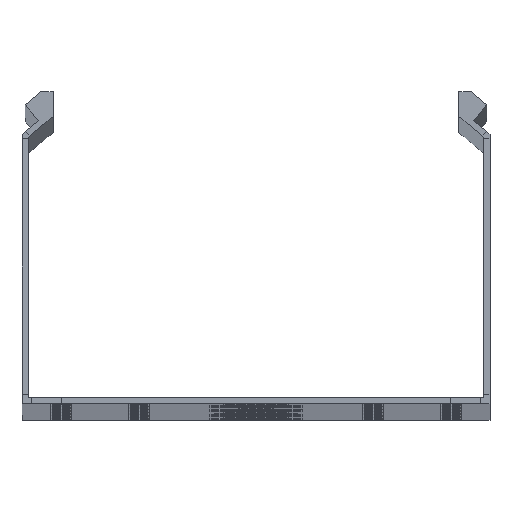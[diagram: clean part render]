
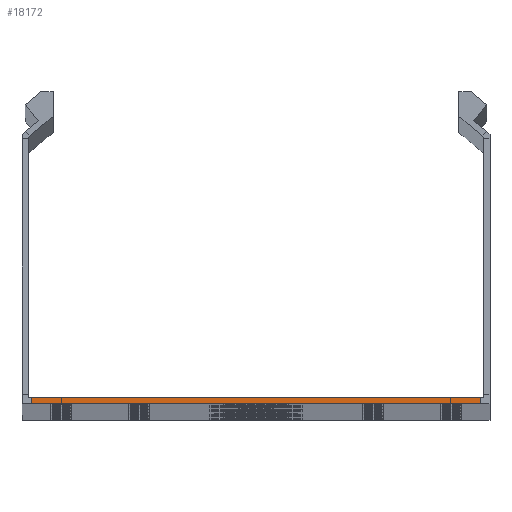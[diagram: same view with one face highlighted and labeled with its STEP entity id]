
A CAD part, top view. The second image highlights one B-rep face of the part: STEP entity #18172.
In plain terms, the highlighted planar face has unit normal (0, 0, 1).
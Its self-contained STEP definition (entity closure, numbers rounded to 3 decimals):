
#2352 = ORIENTED_EDGE ( 'NONE', *, *, #19140, .T. ) ;
#7759 = VECTOR ( 'NONE', #76505, 1000. ) ;
#9596 = DIRECTION ( 'NONE',  ( -1., 0., 0. ) ) ;
#14883 = VERTEX_POINT ( 'NONE', #17345 ) ;
#15006 = CARTESIAN_POINT ( 'NONE',  ( 73., 3., 1500. ) ) ;
#16217 = CARTESIAN_POINT ( 'NONE',  ( -75., 2., 1500. ) ) ;
#17345 = CARTESIAN_POINT ( 'NONE',  ( -72., 2., 1500. ) ) ;
#18172 = ADVANCED_FACE ( 'NONE', ( #46852 ), #76221, .T. ) ;
#19140 = EDGE_CURVE ( 'NONE', #28498, #14883, #75747, .T. ) ;
#20734 = VECTOR ( 'NONE', #9596, 1000. ) ;
#22253 = DIRECTION ( 'NONE',  ( 1., 0., 0. ) ) ;
#25586 = LINE ( 'NONE', #84311, #85961 ) ;
#28498 = VERTEX_POINT ( 'NONE', #47754 ) ;
#30862 = CARTESIAN_POINT ( 'NONE',  ( 72., 0., 1500. ) ) ;
#30920 = ORIENTED_EDGE ( 'NONE', *, *, #32078, .T. ) ;
#31106 = EDGE_LOOP ( 'NONE', ( #70933, #73168, #2352, #30920 ) ) ;
#32078 = EDGE_CURVE ( 'NONE', #14883, #50786, #40890, .T. ) ;
#32951 = EDGE_CURVE ( 'NONE', #87966, #50786, #25586, .T. ) ;
#35611 = CARTESIAN_POINT ( 'NONE',  ( -72., 0., 1500. ) ) ;
#40890 = LINE ( 'NONE', #79067, #87247 ) ;
#41349 = AXIS2_PLACEMENT_3D ( 'NONE', #15006, #76517, #22253 ) ;
#43348 = DIRECTION ( 'NONE',  ( -1., 0., 0. ) ) ;
#46852 = FACE_OUTER_BOUND ( 'NONE', #31106, .T. ) ;
#47754 = CARTESIAN_POINT ( 'NONE',  ( 72., 2., 1500. ) ) ;
#50786 = VERTEX_POINT ( 'NONE', #35611 ) ;
#55745 = CARTESIAN_POINT ( 'NONE',  ( 72., 0., 1500. ) ) ;
#58033 = EDGE_CURVE ( 'NONE', #87966, #28498, #75728, .T. ) ;
#70933 = ORIENTED_EDGE ( 'NONE', *, *, #32951, .F. ) ;
#72992 = DIRECTION ( 'NONE',  ( 0., -1., 0. ) ) ;
#73168 = ORIENTED_EDGE ( 'NONE', *, *, #58033, .T. ) ;
#75728 = LINE ( 'NONE', #55745, #7759 ) ;
#75747 = LINE ( 'NONE', #16217, #20734 ) ;
#76221 = PLANE ( 'NONE',  #41349 ) ;
#76505 = DIRECTION ( 'NONE',  ( 0., 1., 0. ) ) ;
#76517 = DIRECTION ( 'NONE',  ( 0., 0., 1. ) ) ;
#79067 = CARTESIAN_POINT ( 'NONE',  ( -72., 2., 1500. ) ) ;
#84311 = CARTESIAN_POINT ( 'NONE',  ( -75., 0., 1500. ) ) ;
#85961 = VECTOR ( 'NONE', #43348, 1000. ) ;
#87247 = VECTOR ( 'NONE', #72992, 1000. ) ;
#87966 = VERTEX_POINT ( 'NONE', #30862 ) ;
